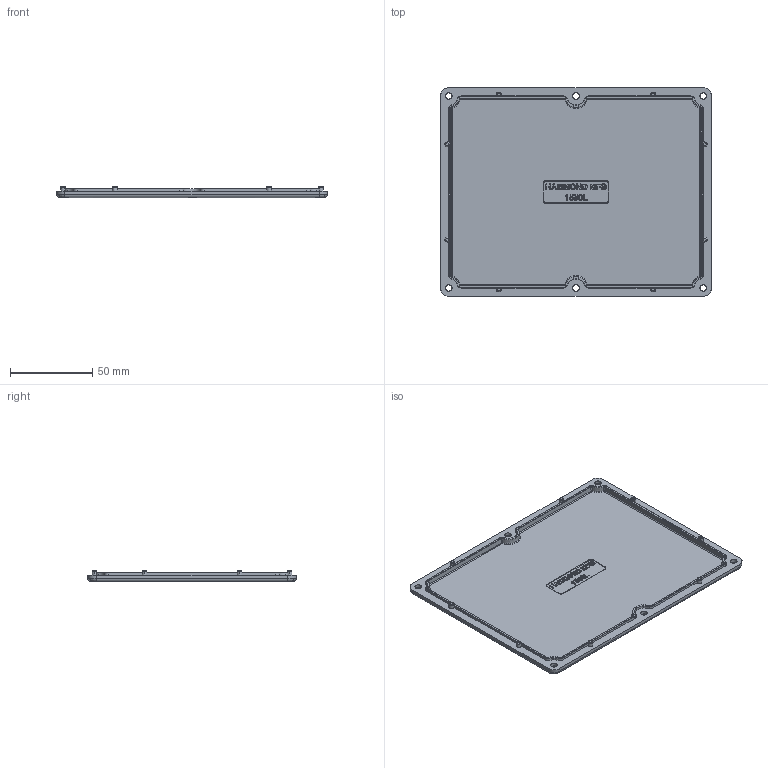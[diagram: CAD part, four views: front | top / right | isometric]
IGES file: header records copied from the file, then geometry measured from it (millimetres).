
Global section: file name: No Iges File Name specified; native system: Autodesk Inventor 2010; preprocessor: AutoDesk Inventor Iges Exporter R2010; author: tcook; date: 20100308.115053; units: millimetre
Bounding box: 165 x 127 x 6.9 mm (x, y, z)
Volume: 49664.4 mm3; surface area: 46339.1 mm2
Topology: 1 solids, 1 shells, 503 faces, 1339 edges, 854 vertices
Faces by surface type: bspline 187, plane 139, torus 58, revolution 56, cone 34, cylinder 29
